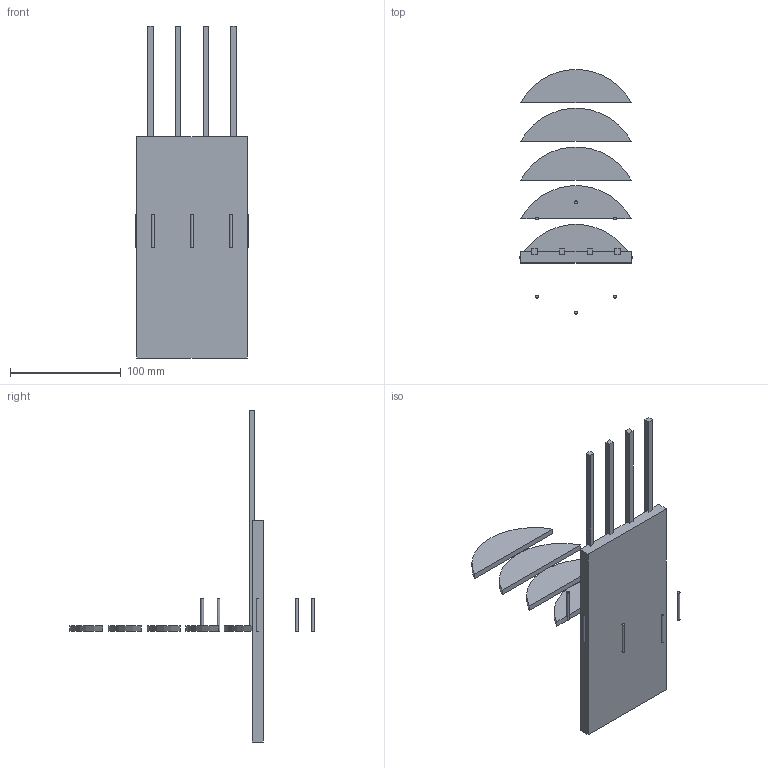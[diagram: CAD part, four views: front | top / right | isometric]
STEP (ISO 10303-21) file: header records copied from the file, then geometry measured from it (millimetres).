
FILE_DESCRIPTION(('Open CASCADE Model'),'2;1');
FILE_NAME('Open CASCADE Shape Model','2024-05-30T18:40:27',('Author'),( 'Open CASCADE'),'Open CASCADE STEP processor 7.7','Open CASCADE 7.7' ,'Unknown');
FILE_SCHEMA(('AUTOMOTIVE_DESIGN { 1 0 10303 214 1 1 1 1 }'));
Length unit declared in the file: millimetre
Products named in the file (9): Open CASCADE STEP translator 7.7 9; Open CASCADE STEP translator 7.7 9.1; Open CASCADE STEP translator 7.7 9.2; Open CASCADE STEP translator 7.7 9.3; Open CASCADE STEP translator 7.7 9.4; Open CASCADE STEP translator 7.7 9.5; Open CASCADE STEP translator 7.7 9.6; Open CASCADE STEP translator 7.7 9.7; Open CASCADE STEP translator 7.7 9.8
Assembly tree (8 placements, depth 2):
  Open CASCADE STEP translator 7.7 9
    Open CASCADE STEP translator 7.7 9.1
    Open CASCADE STEP translator 7.7 9.2
    Open CASCADE STEP translator 7.7 9.3
    Open CASCADE STEP translator 7.7 9.4
    Open CASCADE STEP translator 7.7 9.5
    Open CASCADE STEP translator 7.7 9.6
    Open CASCADE STEP translator 7.7 9.7
    Open CASCADE STEP translator 7.7 9.8
Bounding box: 102.5 x 221.05 x 300 mm (x, y, z)
Volume: 266729.3 mm3; surface area: 82271.8 mm2
Topology: 8 solids, 8 shells, 71 faces, 156 edges, 104 vertices
Faces by surface type: plane 58, cylinder 13
Full cylindrical faces by diameter (mm): 2.5 x6
Entity records: 4120 total; most frequent: CARTESIAN_POINT 676, DIRECTION 654, LINE 408, VECTOR 408, ORIENTED_EDGE 312, PCURVE 312, DEFINITIONAL_REPRESENTATION 312, EDGE_CURVE 156
